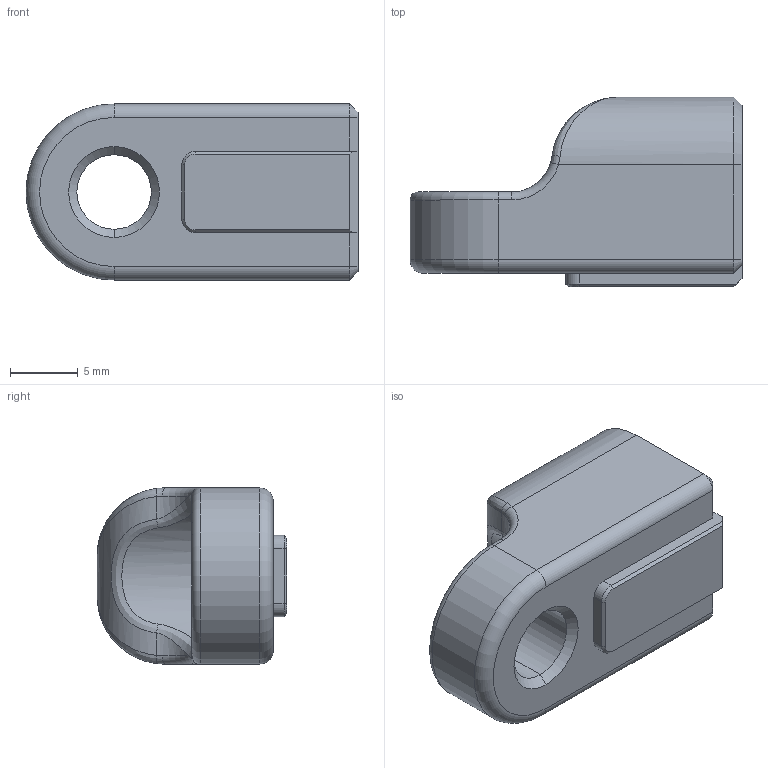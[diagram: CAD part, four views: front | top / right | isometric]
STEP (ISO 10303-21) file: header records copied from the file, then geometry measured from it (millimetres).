
FILE_DESCRIPTION (( 'STEP AP214' ), '1' );
FILE_NAME ('Magnet_Catch(MirrorDefault).STEP', '2024-09-19T20:11:18', ( '' ), ( '' ), 'SwSTEP 2.0', 'SolidWorks 2024', '' );
FILE_SCHEMA (( 'AUTOMOTIVE_DESIGN' ));
Length unit declared in the file: millimetre
Products named in the file (1): Magnet_Catch(MirrorDefault)
Bounding box: 24.5 x 14 x 13 mm (x, y, z)
Volume: 2604.9 mm3; surface area: 1448.7 mm2
Topology: 1 solids, 1 shells, 63 faces, 155 edges, 92 vertices
Faces by surface type: plane 20, cylinder 17, cone 14, bspline 8, torus 4
Entity records: 2501 total; most frequent: CARTESIAN_POINT 1043, ORIENTED_EDGE 306, DIRECTION 296, EDGE_CURVE 153, AXIS2_PLACEMENT_3D 109, VERTEX_POINT 92, VECTOR 78, LINE 78
